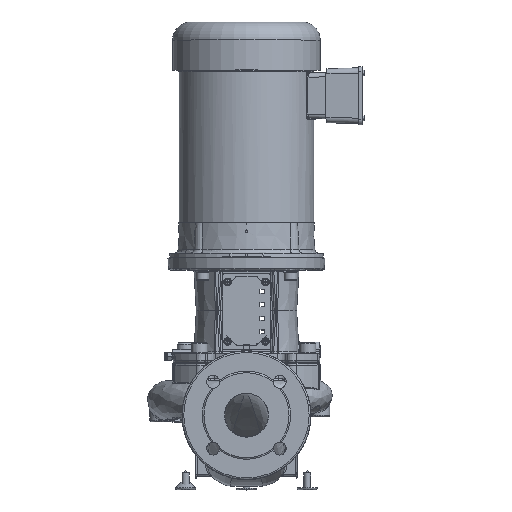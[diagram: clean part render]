
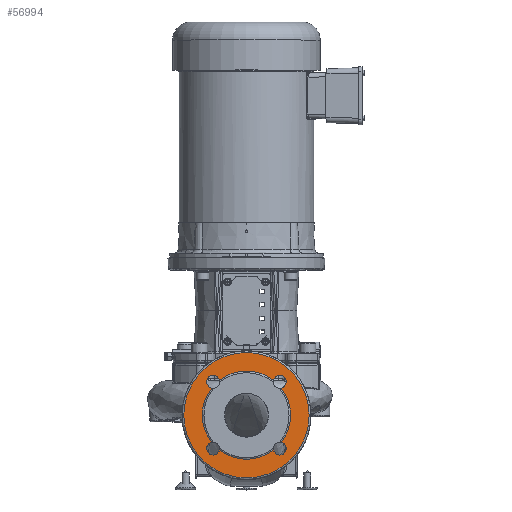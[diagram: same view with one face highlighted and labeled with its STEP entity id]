
A CAD part, top view. The second image highlights one B-rep face of the part: STEP entity #56994.
In plain terms, the highlighted planar face has unit normal (0, 0, 1).
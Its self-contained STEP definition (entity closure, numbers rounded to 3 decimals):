
#1035=FACE_BOUND('',#17416,.T.);
#1327=CIRCLE('',#60111,2.569);
#1329=CIRCLE('',#60114,2.569);
#1337=CIRCLE('',#60124,3.652);
#1338=CIRCLE('',#60125,3.652);
#1387=CIRCLE('',#60234,0.375);
#1388=CIRCLE('',#60235,2.569);
#1389=CIRCLE('',#60236,0.375);
#1390=CIRCLE('',#60237,2.569);
#1391=CIRCLE('',#60238,0.375);
#1392=CIRCLE('',#60239,0.375);
#1393=CIRCLE('',#60240,0.375);
#1394=CIRCLE('',#60241,0.375);
#4035=PLANE('',#60233);
#14298=FACE_OUTER_BOUND('',#17415,.T.);
#17415=EDGE_LOOP('',(#37685,#37686));
#17416=EDGE_LOOP('',(#37687,#37688,#37689,#37690,#37691,#37692,#37693,#37694,
#37695,#37696));
#22396=VERTEX_POINT('',#82914);
#22397=VERTEX_POINT('',#82923);
#22399=VERTEX_POINT('',#82936);
#22400=VERTEX_POINT('',#82937);
#22415=VERTEX_POINT('',#83204);
#22416=VERTEX_POINT('',#83206);
#22618=VERTEX_POINT('',#89255);
#22619=VERTEX_POINT('',#89257);
#22620=VERTEX_POINT('',#89259);
#22621=VERTEX_POINT('',#89261);
#22622=VERTEX_POINT('',#89263);
#22623=VERTEX_POINT('',#89266);
#28177=EDGE_CURVE('',#22396,#22397,#1327,.T.);
#28180=EDGE_CURVE('',#22399,#22400,#1329,.T.);
#28199=EDGE_CURVE('',#22415,#22416,#1337,.T.);
#28200=EDGE_CURVE('',#22416,#22415,#1338,.T.);
#28512=EDGE_CURVE('',#22396,#22618,#1387,.T.);
#28513=EDGE_CURVE('',#22618,#22619,#1388,.T.);
#28514=EDGE_CURVE('',#22619,#22620,#1389,.T.);
#28515=EDGE_CURVE('',#22621,#22620,#1390,.T.);
#28516=EDGE_CURVE('',#22621,#22622,#1391,.T.);
#28517=EDGE_CURVE('',#22622,#22400,#1392,.T.);
#28518=EDGE_CURVE('',#22399,#22623,#1393,.T.);
#28519=EDGE_CURVE('',#22623,#22397,#1394,.T.);
#37685=ORIENTED_EDGE('',*,*,#28200,.F.);
#37686=ORIENTED_EDGE('',*,*,#28199,.F.);
#37687=ORIENTED_EDGE('',*,*,#28177,.F.);
#37688=ORIENTED_EDGE('',*,*,#28512,.T.);
#37689=ORIENTED_EDGE('',*,*,#28513,.T.);
#37690=ORIENTED_EDGE('',*,*,#28514,.T.);
#37691=ORIENTED_EDGE('',*,*,#28515,.F.);
#37692=ORIENTED_EDGE('',*,*,#28516,.T.);
#37693=ORIENTED_EDGE('',*,*,#28517,.T.);
#37694=ORIENTED_EDGE('',*,*,#28180,.F.);
#37695=ORIENTED_EDGE('',*,*,#28518,.T.);
#37696=ORIENTED_EDGE('',*,*,#28519,.T.);
#56994=ADVANCED_FACE('',(#14298,#1035),#4035,.F.);
#60111=AXIS2_PLACEMENT_3D('',#82924,#65958,#65959);
#60114=AXIS2_PLACEMENT_3D('',#82938,#65964,#65965);
#60124=AXIS2_PLACEMENT_3D('',#83207,#65984,#65985);
#60125=AXIS2_PLACEMENT_3D('',#83208,#65986,#65987);
#60233=AXIS2_PLACEMENT_3D('',#89254,#66304,#66305);
#60234=AXIS2_PLACEMENT_3D('',#89256,#66306,#66307);
#60235=AXIS2_PLACEMENT_3D('',#89258,#66308,#66309);
#60236=AXIS2_PLACEMENT_3D('',#89260,#66310,#66311);
#60237=AXIS2_PLACEMENT_3D('',#89262,#66312,#66313);
#60238=AXIS2_PLACEMENT_3D('',#89264,#66314,#66315);
#60239=AXIS2_PLACEMENT_3D('',#89265,#66316,#66317);
#60240=AXIS2_PLACEMENT_3D('',#89267,#66318,#66319);
#60241=AXIS2_PLACEMENT_3D('',#89268,#66320,#66321);
#65958=DIRECTION('center_axis',(0.,0.,
1.));
#65959=DIRECTION('ref_axis',(-0.789,-0.615,0.));
#65964=DIRECTION('center_axis',(0.,0.,
1.));
#65965=DIRECTION('ref_axis',(0.615,-0.789,0.));
#65984=DIRECTION('center_axis',(0.,0.,
-1.));
#65985=DIRECTION('ref_axis',(1.,0.,0.));
#65986=DIRECTION('center_axis',(0.,0.,
-1.));
#65987=DIRECTION('ref_axis',(1.,0.,0.));
#66304=DIRECTION('center_axis',(0.,0.,
-1.));
#66305=DIRECTION('ref_axis',(0.,1.,0.));
#66306=DIRECTION('center_axis',(0.,0.,
-1.));
#66307=DIRECTION('ref_axis',(0.,1.,0.));
#66308=DIRECTION('center_axis',(0.,0.,
-1.));
#66309=DIRECTION('ref_axis',(0.615,0.789,0.));
#66310=DIRECTION('center_axis',(0.,0.,
-1.));
#66311=DIRECTION('ref_axis',(0.,1.,0.));
#66312=DIRECTION('center_axis',(0.,0.,
1.));
#66313=DIRECTION('ref_axis',(0.789,0.615,0.));
#66314=DIRECTION('center_axis',(0.,0.,
-1.));
#66315=DIRECTION('ref_axis',(0.,1.,0.));
#66316=DIRECTION('center_axis',(0.,0.,
-1.));
#66317=DIRECTION('ref_axis',(0.,1.,0.));
#66318=DIRECTION('center_axis',(0.,0.,
-1.));
#66319=DIRECTION('ref_axis',(0.,1.,0.));
#66320=DIRECTION('center_axis',(0.,0.,
-1.));
#66321=DIRECTION('ref_axis',(0.,1.,0.));
#82914=CARTESIAN_POINT('',(-2.027,-1.474,8.941));
#82923=CARTESIAN_POINT('',(-2.027,-4.631,8.941));
#82924=CARTESIAN_POINT('Origin',(0.,-3.053,
8.941));
#82936=CARTESIAN_POINT('',(-1.579,-5.079,8.941));
#82937=CARTESIAN_POINT('',(1.579,-5.079,8.941));
#82938=CARTESIAN_POINT('Origin',(0.,-3.053,
8.941));
#83204=CARTESIAN_POINT('',(0.,-6.704,8.941));
#83206=CARTESIAN_POINT('',(3.652,-3.053,8.941));
#83207=CARTESIAN_POINT('Origin',(0.,-3.053,8.941));
#83208=CARTESIAN_POINT('Origin',(0.,-3.053,8.941));
#89254=CARTESIAN_POINT('Origin',(-4.125,1.072,8.941));
#89255=CARTESIAN_POINT('',(-1.579,-1.026,8.941));
#89256=CARTESIAN_POINT('Origin',(-1.945,-1.108,8.941));
#89257=CARTESIAN_POINT('',(1.579,-1.026,8.941));
#89258=CARTESIAN_POINT('Origin',(0.,-3.053,
8.941));
#89259=CARTESIAN_POINT('',(2.027,-1.474,8.941));
#89260=CARTESIAN_POINT('Origin',(1.945,-1.108,8.941));
#89261=CARTESIAN_POINT('',(2.027,-4.631,8.941));
#89262=CARTESIAN_POINT('Origin',(0.,-3.053,
8.941));
#89263=CARTESIAN_POINT('',(1.945,-5.372,8.941));
#89264=CARTESIAN_POINT('Origin',(1.945,-4.997,8.941));
#89265=CARTESIAN_POINT('Origin',(1.945,-4.997,8.941));
#89266=CARTESIAN_POINT('',(-1.945,-5.372,8.941));
#89267=CARTESIAN_POINT('Origin',(-1.945,-4.997,8.941));
#89268=CARTESIAN_POINT('Origin',(-1.945,-4.997,8.941));
